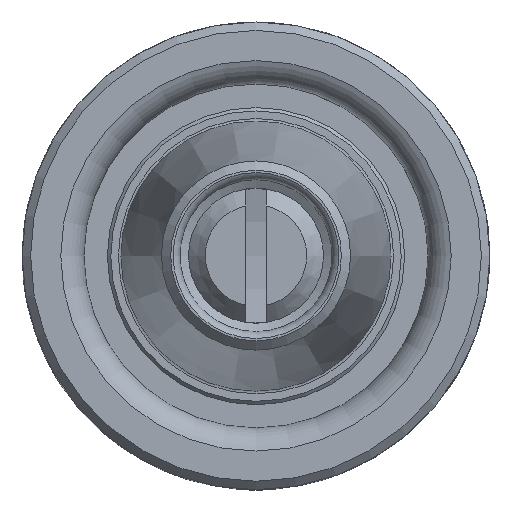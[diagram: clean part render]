
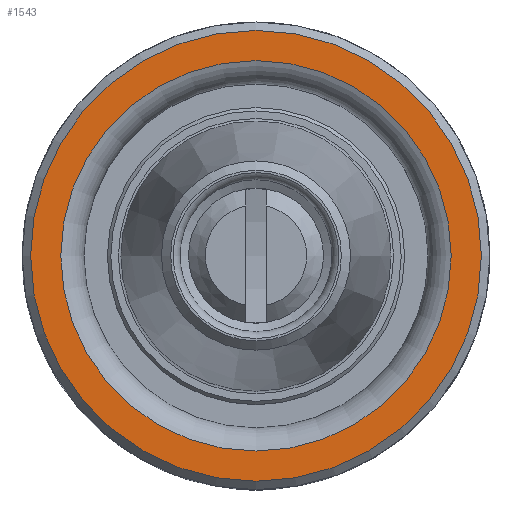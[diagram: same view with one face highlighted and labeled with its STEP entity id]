
A CAD part, top view. The second image highlights one B-rep face of the part: STEP entity #1543.
In plain terms, the highlighted planar face has unit normal (0, 0, 1).
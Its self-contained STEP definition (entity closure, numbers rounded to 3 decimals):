
#125=PLANE('',#1656);
#250=ORIENTED_EDGE('',*,*,#484,.T.);
#251=ORIENTED_EDGE('',*,*,#476,.T.);
#476=EDGE_CURVE('',#606,#606,#700,.T.);
#484=EDGE_CURVE('',#612,#612,#704,.T.);
#606=VERTEX_POINT('',#2181);
#612=VERTEX_POINT('',#2199);
#700=CIRCLE('',#1635,13.35);
#704=CIRCLE('',#1644,11.564);
#793=EDGE_LOOP('',(#250));
#794=EDGE_LOOP('',(#251));
#911=FACE_BOUND('',#793,.T.);
#912=FACE_BOUND('',#794,.T.);
#1543=ADVANCED_FACE('',(#911,#912),#125,.T.);
#1635=AXIS2_PLACEMENT_3D('',#2180,#1822,#1823);
#1644=AXIS2_PLACEMENT_3D('',#2198,#1843,#1844);
#1656=AXIS2_PLACEMENT_3D('',#2217,#1867,#1868);
#1822=DIRECTION('',(0.,0.,1.));
#1823=DIRECTION('',(1.,0.,0.));
#1843=DIRECTION('',(0.,0.,-1.));
#1844=DIRECTION('',(-1.,0.,0.));
#1867=DIRECTION('',(0.,0.,1.));
#1868=DIRECTION('',(1.,0.,0.));
#2180=CARTESIAN_POINT('',(0.,0.,33.5));
#2181=CARTESIAN_POINT('',(13.35,0.,33.5));
#2198=CARTESIAN_POINT('',(0.,0.,33.5));
#2199=CARTESIAN_POINT('',(-11.564,0.,33.5));
#2217=CARTESIAN_POINT('',(10.,0.,33.5));
